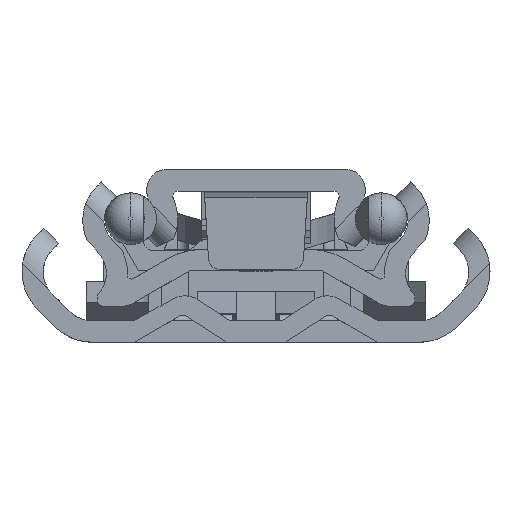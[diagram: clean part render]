
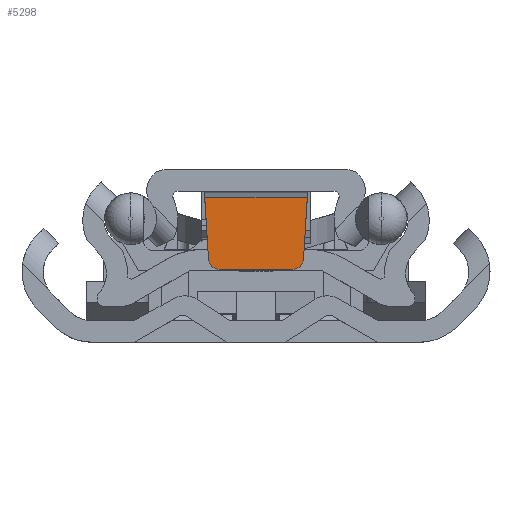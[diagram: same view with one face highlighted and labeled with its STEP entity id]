
A CAD part, left-side view. The second image highlights one B-rep face of the part: STEP entity #5298.
In plain terms, the highlighted planar face has unit normal (-1, 0, 0).
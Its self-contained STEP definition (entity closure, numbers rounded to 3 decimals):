
#109 = CARTESIAN_POINT ( 'NONE',  ( 4.4, -3.579, 6.25 ) ) ;
#263 = ORIENTED_EDGE ( 'NONE', *, *, #13158, .F. ) ;
#994 = AXIS2_PLACEMENT_3D ( 'NONE', #6500, #11466, #14137 ) ;
#1397 = DIRECTION ( 'NONE',  ( 0., 1., 0. ) ) ;
#1444 = ORIENTED_EDGE ( 'NONE', *, *, #4784, .T. ) ;
#1886 = CARTESIAN_POINT ( 'NONE',  ( 4.4, 2.781, 6.3 ) ) ;
#2078 = EDGE_CURVE ( 'NONE', #3508, #7174, #3283, .T. ) ;
#2221 = CARTESIAN_POINT ( 'NONE',  ( 4.4, 3.87, 10.9 ) ) ;
#2226 = AXIS2_PLACEMENT_3D ( 'NONE', #9720, #9797, #5779 ) ;
#2363 = VECTOR ( 'NONE', #16239, 1000. ) ;
#2944 = CARTESIAN_POINT ( 'NONE',  ( 4.4, 2.781, 5.5 ) ) ;
#3283 = CIRCLE ( 'NONE', #16422, 0.8 ) ;
#3382 = VECTOR ( 'NONE', #9592, 1000. ) ;
#3508 = VERTEX_POINT ( 'NONE', #2944 ) ;
#3684 = ORIENTED_EDGE ( 'NONE', *, *, #15494, .F. ) ;
#4564 = VECTOR ( 'NONE', #1397, 1000. ) ;
#4784 = EDGE_CURVE ( 'NONE', #16411, #13474, #13412, .T. ) ;
#4869 = EDGE_CURVE ( 'NONE', #7174, #13474, #9793, .T. ) ;
#5104 = DIRECTION ( 'NONE',  ( 0., 1., 0. ) ) ;
#5142 = ORIENTED_EDGE ( 'NONE', *, *, #2078, .F. ) ;
#5165 = CARTESIAN_POINT ( 'NONE',  ( 4.4, -3.579, 6.25 ) ) ;
#5298 = ADVANCED_FACE ( 'NONE', ( #12933 ), #10169, .F. ) ;
#5348 = CARTESIAN_POINT ( 'NONE',  ( 4.4, 3.901, 10.9 ) ) ;
#5779 = DIRECTION ( 'NONE',  ( 0., 0., -1. ) ) ;
#6045 = LINE ( 'NONE', #15390, #16284 ) ;
#6500 = CARTESIAN_POINT ( 'NONE',  ( 4.4, -2.781, 6.3 ) ) ;
#6700 = LINE ( 'NONE', #109, #3382 ) ;
#7174 = VERTEX_POINT ( 'NONE', #12888 ) ;
#7360 = VERTEX_POINT ( 'NONE', #5165 ) ;
#9508 = DIRECTION ( 'NONE',  ( 0., 0., -1. ) ) ;
#9592 = DIRECTION ( 'NONE',  ( 0., 0.062, -0.998 ) ) ;
#9720 = CARTESIAN_POINT ( 'NONE',  ( 4.4, -2.781, 6.3 ) ) ;
#9793 = LINE ( 'NONE', #9969, #2363 ) ;
#9797 = DIRECTION ( 'NONE',  ( 1., 0., 0. ) ) ;
#9969 = CARTESIAN_POINT ( 'NONE',  ( 4.4, 3.579, 6.25 ) ) ;
#10169 = PLANE ( 'NONE',  #994 ) ;
#10442 = CARTESIAN_POINT ( 'NONE',  ( 4.4, -2.781, 5.5 ) ) ;
#11466 = DIRECTION ( 'NONE',  ( 1., 0., 0. ) ) ;
#12082 = EDGE_CURVE ( 'NONE', #7360, #13661, #14830, .T. ) ;
#12888 = CARTESIAN_POINT ( 'NONE',  ( 4.4, 3.579, 6.25 ) ) ;
#12933 = FACE_OUTER_BOUND ( 'NONE', #16119, .T. ) ;
#13158 = EDGE_CURVE ( 'NONE', #16411, #7360, #6700, .T. ) ;
#13412 = LINE ( 'NONE', #5348, #4564 ) ;
#13474 = VERTEX_POINT ( 'NONE', #2221 ) ;
#13661 = VERTEX_POINT ( 'NONE', #10442 ) ;
#14137 = DIRECTION ( 'NONE',  ( 0., 0., -1. ) ) ;
#14678 = ORIENTED_EDGE ( 'NONE', *, *, #12082, .F. ) ;
#14830 = CIRCLE ( 'NONE', #2226, 0.8 ) ;
#15243 = ORIENTED_EDGE ( 'NONE', *, *, #4869, .F. ) ;
#15390 = CARTESIAN_POINT ( 'NONE',  ( 4.4, -2.781, 5.5 ) ) ;
#15494 = EDGE_CURVE ( 'NONE', #13661, #3508, #6045, .T. ) ;
#15661 = CARTESIAN_POINT ( 'NONE',  ( 4.4, -3.87, 10.9 ) ) ;
#16118 = DIRECTION ( 'NONE',  ( 1., 0., 0. ) ) ;
#16119 = EDGE_LOOP ( 'NONE', ( #263, #1444, #15243, #5142, #3684, #14678 ) ) ;
#16239 = DIRECTION ( 'NONE',  ( 0., 0.062, 0.998 ) ) ;
#16284 = VECTOR ( 'NONE', #5104, 1000. ) ;
#16411 = VERTEX_POINT ( 'NONE', #15661 ) ;
#16422 = AXIS2_PLACEMENT_3D ( 'NONE', #1886, #16118, #9508 ) ;
